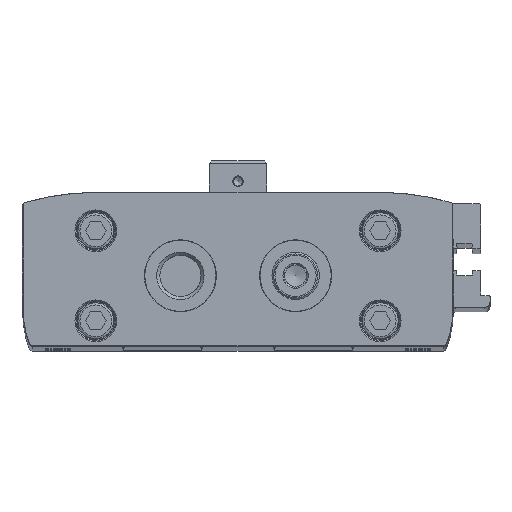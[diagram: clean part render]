
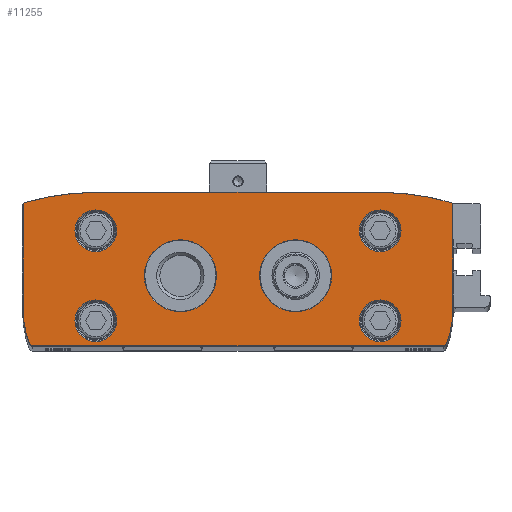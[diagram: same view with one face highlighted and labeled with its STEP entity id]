
A CAD part, top view. The second image highlights one B-rep face of the part: STEP entity #11255.
In plain terms, the highlighted planar face has unit normal (0, 0, 1).
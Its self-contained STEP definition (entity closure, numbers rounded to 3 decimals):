
#527=CIRCLE('',#12131,75.);
#533=CIRCLE('',#12140,75.);
#696=CIRCLE('',#12425,5.8);
#697=CIRCLE('',#12426,5.8);
#698=CIRCLE('',#12427,5.8);
#699=CIRCLE('',#12428,5.8);
#700=CIRCLE('',#12429,10.);
#701=CIRCLE('',#12430,10.);
#702=CIRCLE('',#12431,28.);
#703=CIRCLE('',#12432,1.);
#704=CIRCLE('',#12433,1.);
#705=CIRCLE('',#12434,28.);
#706=CIRCLE('',#12435,1.);
#707=CIRCLE('',#12436,1.);
#2002=ORIENTED_EDGE('',*,*,#4711,.F.);
#2003=ORIENTED_EDGE('',*,*,#4712,.F.);
#2004=ORIENTED_EDGE('',*,*,#4713,.F.);
#2005=ORIENTED_EDGE('',*,*,#4714,.F.);
#2006=ORIENTED_EDGE('',*,*,#4715,.F.);
#2007=ORIENTED_EDGE('',*,*,#4716,.F.);
#2008=ORIENTED_EDGE('',*,*,#4717,.T.);
#2009=ORIENTED_EDGE('',*,*,#4718,.T.);
#2010=ORIENTED_EDGE('',*,*,#4719,.T.);
#2011=ORIENTED_EDGE('',*,*,#4187,.T.);
#2012=ORIENTED_EDGE('',*,*,#4720,.T.);
#2013=ORIENTED_EDGE('',*,*,#4721,.T.);
#2014=ORIENTED_EDGE('',*,*,#4722,.T.);
#2015=ORIENTED_EDGE('',*,*,#4723,.T.);
#2016=ORIENTED_EDGE('',*,*,#4301,.T.);
#2017=ORIENTED_EDGE('',*,*,#4724,.T.);
#2018=ORIENTED_EDGE('',*,*,#4283,.T.);
#2019=ORIENTED_EDGE('',*,*,#4725,.T.);
#4187=EDGE_CURVE('',#5718,#5721,#6833,.T.);
#4283=EDGE_CURVE('',#5806,#5809,#527,.T.);
#4301=EDGE_CURVE('',#5824,#5827,#533,.T.);
#4711=EDGE_CURVE('',#6114,#6114,#696,.T.);
#4712=EDGE_CURVE('',#6115,#6115,#697,.T.);
#4713=EDGE_CURVE('',#6116,#6116,#698,.T.);
#4714=EDGE_CURVE('',#6117,#6117,#699,.T.);
#4715=EDGE_CURVE('',#6118,#6118,#700,.T.);
#4716=EDGE_CURVE('',#6119,#6119,#701,.T.);
#4717=EDGE_CURVE('',#6120,#6121,#7135,.T.);
#4718=EDGE_CURVE('',#6121,#6122,#702,.T.);
#4719=EDGE_CURVE('',#6122,#5718,#703,.T.);
#4720=EDGE_CURVE('',#5721,#6123,#704,.T.);
#4721=EDGE_CURVE('',#6123,#6124,#705,.T.);
#4722=EDGE_CURVE('',#6124,#6125,#7136,.T.);
#4723=EDGE_CURVE('',#6125,#5824,#706,.T.);
#4724=EDGE_CURVE('',#5827,#5806,#7137,.T.);
#4725=EDGE_CURVE('',#5809,#6120,#707,.T.);
#5718=VERTEX_POINT('',#17108);
#5721=VERTEX_POINT('',#17113);
#5806=VERTEX_POINT('',#17310);
#5809=VERTEX_POINT('',#17315);
#5824=VERTEX_POINT('',#17391);
#5827=VERTEX_POINT('',#17396);
#6114=VERTEX_POINT('',#18230);
#6115=VERTEX_POINT('',#18232);
#6116=VERTEX_POINT('',#18234);
#6117=VERTEX_POINT('',#18236);
#6118=VERTEX_POINT('',#18238);
#6119=VERTEX_POINT('',#18240);
#6120=VERTEX_POINT('',#18242);
#6121=VERTEX_POINT('',#18243);
#6122=VERTEX_POINT('',#18245);
#6123=VERTEX_POINT('',#18248);
#6124=VERTEX_POINT('',#18250);
#6125=VERTEX_POINT('',#18252);
#6833=LINE('',#17114,#7711);
#7135=LINE('',#18241,#8013);
#7136=LINE('',#18251,#8014);
#7137=LINE('',#18254,#8015);
#7711=VECTOR('',#13464,1000.);
#8013=VECTOR('',#14492,1000.);
#8014=VECTOR('',#14501,1000.);
#8015=VECTOR('',#14504,1000.);
#8778=EDGE_LOOP('',(#2002));
#8779=EDGE_LOOP('',(#2003));
#8780=EDGE_LOOP('',(#2004));
#8781=EDGE_LOOP('',(#2005));
#8782=EDGE_LOOP('',(#2006));
#8783=EDGE_LOOP('',(#2007));
#8784=EDGE_LOOP('',(#2008,#2009,#2010,#2011,#2012,#2013,#2014,#2015,#2016,
#2017,#2018,#2019));
#9864=FACE_BOUND('',#8778,.T.);
#9865=FACE_BOUND('',#8779,.T.);
#9866=FACE_BOUND('',#8780,.T.);
#9867=FACE_BOUND('',#8781,.T.);
#9868=FACE_BOUND('',#8782,.T.);
#9869=FACE_BOUND('',#8783,.T.);
#9870=FACE_BOUND('',#8784,.T.);
#10833=PLANE('',#12424);
#11255=ADVANCED_FACE('',(#9864,#9865,#9866,#9867,#9868,#9869,#9870),#10833,
 .T.);
#12131=AXIS2_PLACEMENT_3D('',#17316,#13641,#13642);
#12140=AXIS2_PLACEMENT_3D('',#17397,#13665,#13666);
#12424=AXIS2_PLACEMENT_3D('',#18228,#14478,#14479);
#12425=AXIS2_PLACEMENT_3D('',#18229,#14480,#14481);
#12426=AXIS2_PLACEMENT_3D('',#18231,#14482,#14483);
#12427=AXIS2_PLACEMENT_3D('',#18233,#14484,#14485);
#12428=AXIS2_PLACEMENT_3D('',#18235,#14486,#14487);
#12429=AXIS2_PLACEMENT_3D('',#18237,#14488,#14489);
#12430=AXIS2_PLACEMENT_3D('',#18239,#14490,#14491);
#12431=AXIS2_PLACEMENT_3D('',#18244,#14493,#14494);
#12432=AXIS2_PLACEMENT_3D('',#18246,#14495,#14496);
#12433=AXIS2_PLACEMENT_3D('',#18247,#14497,#14498);
#12434=AXIS2_PLACEMENT_3D('',#18249,#14499,#14500);
#12435=AXIS2_PLACEMENT_3D('',#18253,#14502,#14503);
#12436=AXIS2_PLACEMENT_3D('',#18255,#14505,#14506);
#13464=DIRECTION('',(1.,0.,0.));
#13641=DIRECTION('',(0.,0.,1.));
#13642=DIRECTION('',(1.,0.,0.));
#13665=DIRECTION('',(0.,0.,1.));
#13666=DIRECTION('',(1.,0.,0.));
#14478=DIRECTION('',(0.,0.,1.));
#14479=DIRECTION('',(1.,0.,0.));
#14480=DIRECTION('',(0.,0.,1.));
#14481=DIRECTION('',(1.,0.,0.));
#14482=DIRECTION('',(0.,0.,1.));
#14483=DIRECTION('',(1.,0.,0.));
#14484=DIRECTION('',(0.,0.,1.));
#14485=DIRECTION('',(1.,0.,0.));
#14486=DIRECTION('',(0.,0.,1.));
#14487=DIRECTION('',(1.,0.,0.));
#14488=DIRECTION('',(0.,0.,1.));
#14489=DIRECTION('',(1.,0.,0.));
#14490=DIRECTION('',(0.,0.,1.));
#14491=DIRECTION('',(1.,0.,0.));
#14492=DIRECTION('',(0.,-1.,0.));
#14493=DIRECTION('',(0.,0.,1.));
#14494=DIRECTION('',(1.,0.,0.));
#14495=DIRECTION('',(0.,0.,1.));
#14496=DIRECTION('',(1.,0.,0.));
#14497=DIRECTION('',(0.,0.,1.));
#14498=DIRECTION('',(1.,0.,0.));
#14499=DIRECTION('',(0.,0.,1.));
#14500=DIRECTION('',(1.,0.,0.));
#14501=DIRECTION('',(0.,1.,0.));
#14502=DIRECTION('',(0.,0.,1.));
#14503=DIRECTION('',(1.,0.,0.));
#14504=DIRECTION('',(-1.,0.,0.));
#14505=DIRECTION('',(0.,0.,1.));
#14506=DIRECTION('',(1.,0.,0.));
#17108=CARTESIAN_POINT('',(-56.974,0.,400.));
#17113=CARTESIAN_POINT('',(56.974,0.,400.));
#17114=CARTESIAN_POINT('',(-56.974,0.,400.));
#17310=CARTESIAN_POINT('',(-38.7,42.7,400.));
#17315=CARTESIAN_POINT('',(-58.97,39.909,400.));
#17316=CARTESIAN_POINT('',(-38.7,-32.3,400.));
#17391=CARTESIAN_POINT('',(58.97,39.909,400.));
#17396=CARTESIAN_POINT('',(38.7,42.7,400.));
#17397=CARTESIAN_POINT('',(38.7,-32.3,400.));
#18228=CARTESIAN_POINT('',(-31.7,10.5,400.));
#18229=CARTESIAN_POINT('',(-39.5,7.,400.));
#18230=CARTESIAN_POINT('',(-33.7,7.,400.));
#18231=CARTESIAN_POINT('',(-39.5,32.,400.));
#18232=CARTESIAN_POINT('',(-33.7,32.,400.));
#18233=CARTESIAN_POINT('',(39.5,32.,400.));
#18234=CARTESIAN_POINT('',(45.3,32.,400.));
#18235=CARTESIAN_POINT('',(39.5,7.,400.));
#18236=CARTESIAN_POINT('',(45.3,7.,400.));
#18237=CARTESIAN_POINT('',(-16.,19.5,400.));
#18238=CARTESIAN_POINT('',(-6.,19.5,400.));
#18239=CARTESIAN_POINT('',(16.,19.5,400.));
#18240=CARTESIAN_POINT('',(26.,19.5,400.));
#18241=CARTESIAN_POINT('',(-59.7,38.946,400.));
#18242=CARTESIAN_POINT('',(-59.7,38.946,400.));
#18243=CARTESIAN_POINT('',(-59.7,10.5,400.));
#18244=CARTESIAN_POINT('',(-31.7,10.5,400.));
#18245=CARTESIAN_POINT('',(-57.91,0.648,400.));
#18246=CARTESIAN_POINT('',(-56.974,1.,400.));
#18247=CARTESIAN_POINT('',(56.974,1.,400.));
#18248=CARTESIAN_POINT('',(57.91,0.648,400.));
#18249=CARTESIAN_POINT('',(31.7,10.5,400.));
#18250=CARTESIAN_POINT('',(59.7,10.5,400.));
#18251=CARTESIAN_POINT('',(59.7,10.5,400.));
#18252=CARTESIAN_POINT('',(59.7,38.946,400.));
#18253=CARTESIAN_POINT('',(58.7,38.946,400.));
#18254=CARTESIAN_POINT('',(38.7,42.7,400.));
#18255=CARTESIAN_POINT('',(-58.7,38.946,400.));
